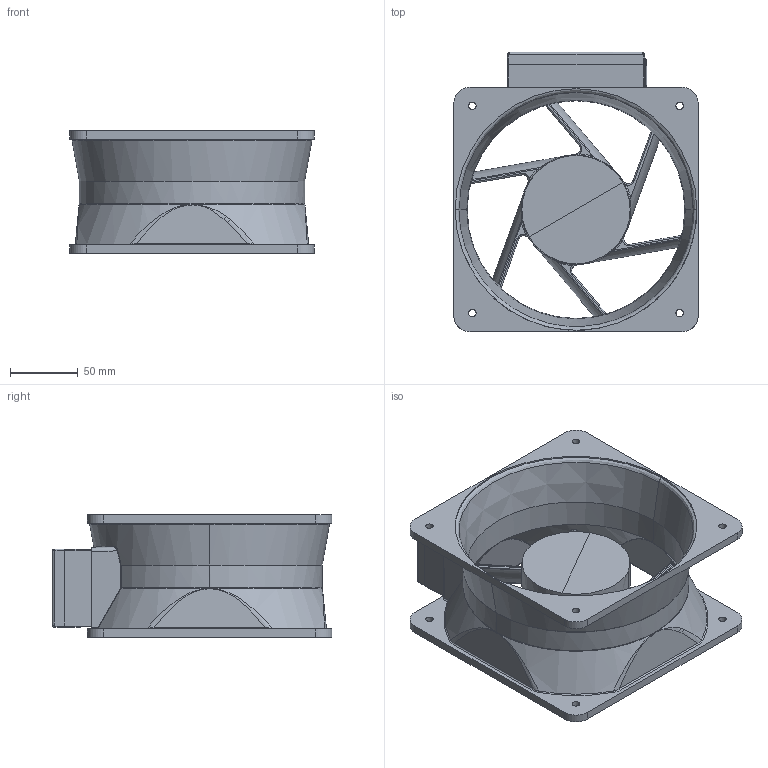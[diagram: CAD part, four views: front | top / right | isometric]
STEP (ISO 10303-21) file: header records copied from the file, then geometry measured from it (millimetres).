
FILE_DESCRIPTION (( 'STEP AP203' ), '1' );
FILE_NAME ('OA180AP_m2_IP55_frame.stp', '2023-04-11T16:05:16', ( '' ), ( '' ), 'SwSTEP 2.0', 'SolidWorks 2018', '' );
FILE_SCHEMA (( 'CONFIG_CONTROL_DESIGN' ));
Length unit declared in the file: millimetre
Products named in the file (1): OA180AP_m2_IP55_frame
Bounding box: 180 x 206 x 90 mm (x, y, z)
Volume: 600386.5 mm3; surface area: 195773.9 mm2
Topology: 1 solids, 1 shells, 527 faces, 1331 edges, 791 vertices
Faces by surface type: bspline 247, plane 126, cylinder 122, cone 23, sphere 9
Entity records: 37548 total; most frequent: CARTESIAN_POINT 27007, ORIENTED_EDGE 2624, DIRECTION 1583, EDGE_CURVE 1312, VERTEX_POINT 791, AXIS2_PLACEMENT_3D 584, EDGE_LOOP 561, FACE_OUTER_BOUND 527
